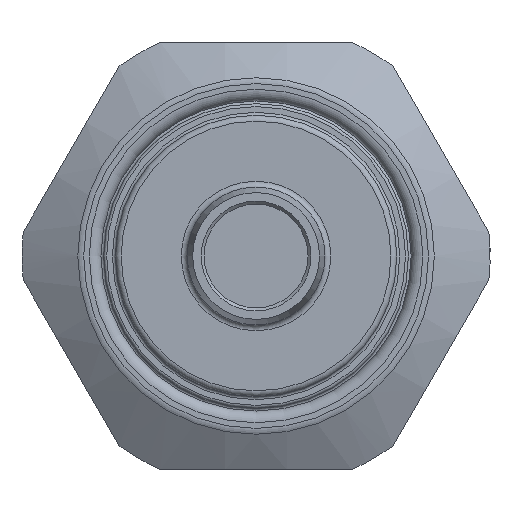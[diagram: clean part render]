
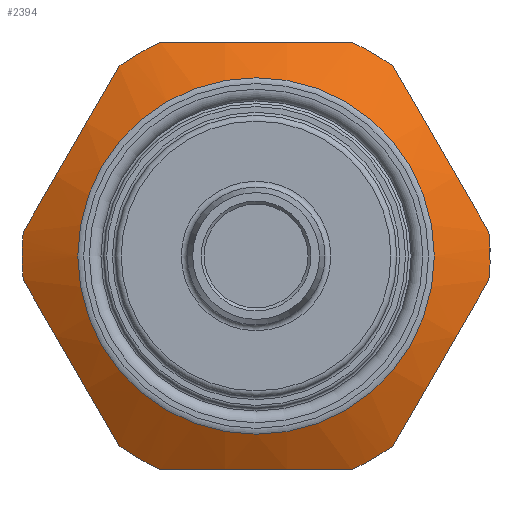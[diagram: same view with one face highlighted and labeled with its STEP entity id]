
A CAD part, front view. The second image highlights one B-rep face of the part: STEP entity #2394.
In plain terms, the highlighted conical face has half-angle 60 degrees and reference radius 17.78 mm.
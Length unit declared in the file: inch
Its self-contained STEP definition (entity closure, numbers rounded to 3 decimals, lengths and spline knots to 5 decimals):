
#68=(
BOUNDED_CURVE()
B_SPLINE_CURVE(2,(#4258,#4259,#4260),.UNSPECIFIED.,.F.,.F.)
B_SPLINE_CURVE_WITH_KNOTS((3,3),(0.,1.67512),.UNSPECIFIED.)
CURVE()
GEOMETRIC_REPRESENTATION_ITEM()
RATIONAL_B_SPLINE_CURVE((1.,1.096,1.))
REPRESENTATION_ITEM('')
);
#69=(
BOUNDED_CURVE()
B_SPLINE_CURVE(2,(#4264,#4265,#4266),.UNSPECIFIED.,.F.,.F.)
B_SPLINE_CURVE_WITH_KNOTS((3,3),(0.,1.67512),.UNSPECIFIED.)
CURVE()
GEOMETRIC_REPRESENTATION_ITEM()
RATIONAL_B_SPLINE_CURVE((1.,1.096,1.))
REPRESENTATION_ITEM('')
);
#70=(
BOUNDED_CURVE()
B_SPLINE_CURVE(2,(#4270,#4271,#4272),.UNSPECIFIED.,.F.,.F.)
B_SPLINE_CURVE_WITH_KNOTS((3,3),(0.,1.67512),.UNSPECIFIED.)
CURVE()
GEOMETRIC_REPRESENTATION_ITEM()
RATIONAL_B_SPLINE_CURVE((1.,1.096,1.))
REPRESENTATION_ITEM('')
);
#71=(
BOUNDED_CURVE()
B_SPLINE_CURVE(2,(#4276,#4277,#4278),.UNSPECIFIED.,.F.,.F.)
B_SPLINE_CURVE_WITH_KNOTS((3,3),(0.,1.67512),.UNSPECIFIED.)
CURVE()
GEOMETRIC_REPRESENTATION_ITEM()
RATIONAL_B_SPLINE_CURVE((1.,1.096,1.))
REPRESENTATION_ITEM('')
);
#72=(
BOUNDED_CURVE()
B_SPLINE_CURVE(2,(#4282,#4283,#4284),.UNSPECIFIED.,.F.,.F.)
B_SPLINE_CURVE_WITH_KNOTS((3,3),(0.,1.67512),.UNSPECIFIED.)
CURVE()
GEOMETRIC_REPRESENTATION_ITEM()
RATIONAL_B_SPLINE_CURVE((1.,1.096,1.))
REPRESENTATION_ITEM('')
);
#73=(
BOUNDED_CURVE()
B_SPLINE_CURVE(2,(#4288,#4289,#4290),.UNSPECIFIED.,.F.,.F.)
B_SPLINE_CURVE_WITH_KNOTS((3,3),(0.,1.67512),.UNSPECIFIED.)
CURVE()
GEOMETRIC_REPRESENTATION_ITEM()
RATIONAL_B_SPLINE_CURVE((1.,1.096,1.))
REPRESENTATION_ITEM('')
);
#230=LINE('',#4254,#312);
#312=VECTOR('',#3509,0.7);
#350=CONICAL_SURFACE('',#2759,0.7,1.047);
#487=FACE_OUTER_BOUND('',#669,.T.);
#669=EDGE_LOOP('',(#1954,#1955,#1956,#1957,#1958,#1959,#1960,#1961,#1962,
#1963,#1964,#1965,#1966,#1967,#1968,#1969));
#873=CIRCLE('',#2756,0.60928);
#875=CIRCLE('',#2760,0.8);
#876=CIRCLE('',#2761,0.8);
#877=CIRCLE('',#2762,0.8);
#878=CIRCLE('',#2763,0.8);
#879=CIRCLE('',#2764,0.8);
#880=CIRCLE('',#2765,0.8);
#881=CIRCLE('',#2766,0.8);
#1060=VERTEX_POINT('',#4246);
#1062=VERTEX_POINT('',#4253);
#1063=VERTEX_POINT('',#4255);
#1064=VERTEX_POINT('',#4257);
#1065=VERTEX_POINT('',#4261);
#1066=VERTEX_POINT('',#4263);
#1067=VERTEX_POINT('',#4267);
#1068=VERTEX_POINT('',#4269);
#1069=VERTEX_POINT('',#4273);
#1070=VERTEX_POINT('',#4275);
#1071=VERTEX_POINT('',#4279);
#1072=VERTEX_POINT('',#4281);
#1073=VERTEX_POINT('',#4285);
#1074=VERTEX_POINT('',#4287);
#1363=EDGE_CURVE('',#1060,#1060,#873,.T.);
#1365=EDGE_CURVE('',#1060,#1062,#230,.T.);
#1366=EDGE_CURVE('',#1063,#1062,#875,.T.);
#1367=EDGE_CURVE('',#1064,#1063,#68,.T.);
#1368=EDGE_CURVE('',#1065,#1064,#876,.T.);
#1369=EDGE_CURVE('',#1066,#1065,#69,.T.);
#1370=EDGE_CURVE('',#1067,#1066,#877,.T.);
#1371=EDGE_CURVE('',#1068,#1067,#70,.T.);
#1372=EDGE_CURVE('',#1069,#1068,#878,.T.);
#1373=EDGE_CURVE('',#1070,#1069,#71,.T.);
#1374=EDGE_CURVE('',#1071,#1070,#879,.T.);
#1375=EDGE_CURVE('',#1072,#1071,#72,.T.);
#1376=EDGE_CURVE('',#1073,#1072,#880,.T.);
#1377=EDGE_CURVE('',#1074,#1073,#73,.T.);
#1378=EDGE_CURVE('',#1062,#1074,#881,.T.);
#1954=ORIENTED_EDGE('',*,*,#1363,.F.);
#1955=ORIENTED_EDGE('',*,*,#1365,.T.);
#1956=ORIENTED_EDGE('',*,*,#1366,.F.);
#1957=ORIENTED_EDGE('',*,*,#1367,.F.);
#1958=ORIENTED_EDGE('',*,*,#1368,.F.);
#1959=ORIENTED_EDGE('',*,*,#1369,.F.);
#1960=ORIENTED_EDGE('',*,*,#1370,.F.);
#1961=ORIENTED_EDGE('',*,*,#1371,.F.);
#1962=ORIENTED_EDGE('',*,*,#1372,.F.);
#1963=ORIENTED_EDGE('',*,*,#1373,.F.);
#1964=ORIENTED_EDGE('',*,*,#1374,.F.);
#1965=ORIENTED_EDGE('',*,*,#1375,.F.);
#1966=ORIENTED_EDGE('',*,*,#1376,.F.);
#1967=ORIENTED_EDGE('',*,*,#1377,.F.);
#1968=ORIENTED_EDGE('',*,*,#1378,.F.);
#1969=ORIENTED_EDGE('',*,*,#1365,.F.);
#2394=ADVANCED_FACE('',(#487),#350,.T.);
#2756=AXIS2_PLACEMENT_3D('',#4248,#3501,#3502);
#2759=AXIS2_PLACEMENT_3D('',#4252,#3507,#3508);
#2760=AXIS2_PLACEMENT_3D('',#4256,#3510,#3511);
#2761=AXIS2_PLACEMENT_3D('',#4262,#3512,#3513);
#2762=AXIS2_PLACEMENT_3D('',#4268,#3514,#3515);
#2763=AXIS2_PLACEMENT_3D('',#4274,#3516,#3517);
#2764=AXIS2_PLACEMENT_3D('',#4280,#3518,#3519);
#2765=AXIS2_PLACEMENT_3D('',#4286,#3520,#3521);
#2766=AXIS2_PLACEMENT_3D('',#4291,#3522,#3523);
#3501=DIRECTION('center_axis',(0.,-1.,0.));
#3502=DIRECTION('ref_axis',(-1.,0.,0.));
#3507=DIRECTION('center_axis',(0.,1.,0.));
#3508=DIRECTION('ref_axis',(1.,0.,0.));
#3509=DIRECTION('',(-0.866,0.5,0.));
#3510=DIRECTION('center_axis',(0.,1.,0.));
#3511=DIRECTION('ref_axis',(-1.,0.,0.));
#3512=DIRECTION('center_axis',(0.,1.,0.));
#3513=DIRECTION('ref_axis',(-1.,0.,0.));
#3514=DIRECTION('center_axis',(0.,1.,0.));
#3515=DIRECTION('ref_axis',(-1.,0.,0.));
#3516=DIRECTION('center_axis',(0.,1.,0.));
#3517=DIRECTION('ref_axis',(-1.,0.,0.));
#3518=DIRECTION('center_axis',(0.,1.,0.));
#3519=DIRECTION('ref_axis',(-1.,0.,0.));
#3520=DIRECTION('center_axis',(0.,1.,0.));
#3521=DIRECTION('ref_axis',(-1.,0.,0.));
#3522=DIRECTION('center_axis',(0.,1.,0.));
#3523=DIRECTION('ref_axis',(-1.,0.,0.));
#4246=CARTESIAN_POINT('',(-0.60928,-0.29964,0.));
#4248=CARTESIAN_POINT('Origin',(0.,-0.29964,
0.));
#4252=CARTESIAN_POINT('Origin',(0.,-0.24726,
0.));
#4253=CARTESIAN_POINT('',(-0.8,-0.18953,0.));
#4254=CARTESIAN_POINT('',(-0.7,-0.24726,0.));
#4255=CARTESIAN_POINT('',(-0.79583,-0.18953,-0.08158));
#4256=CARTESIAN_POINT('Origin',(0.,-0.18953,0.));
#4257=CARTESIAN_POINT('',(-0.46857,-0.18953,-0.64842));
#4258=CARTESIAN_POINT('Ctrl Pts',(-0.46857,-0.18953,
-0.64842));
#4259=CARTESIAN_POINT('Ctrl Pts',(-0.6322,-0.26682,
-0.365));
#4260=CARTESIAN_POINT('Ctrl Pts',(-0.79583,-0.18953,
-0.08158));
#4261=CARTESIAN_POINT('',(-0.32726,-0.18953,-0.73));
#4262=CARTESIAN_POINT('Origin',(0.,-0.18953,0.));
#4263=CARTESIAN_POINT('',(0.32726,-0.18953,-0.73));
#4264=CARTESIAN_POINT('Ctrl Pts',(0.32726,-0.18953,
-0.73));
#4265=CARTESIAN_POINT('Ctrl Pts',(0.,-0.26682,
-0.73));
#4266=CARTESIAN_POINT('Ctrl Pts',(-0.32726,-0.18953,
-0.73));
#4267=CARTESIAN_POINT('',(0.46857,-0.18953,-0.64842));
#4268=CARTESIAN_POINT('Origin',(0.,-0.18953,0.));
#4269=CARTESIAN_POINT('',(0.79583,-0.18953,-0.08158));
#4270=CARTESIAN_POINT('Ctrl Pts',(0.79583,-0.18953,
-0.08158));
#4271=CARTESIAN_POINT('Ctrl Pts',(0.6322,-0.26682,-0.365));
#4272=CARTESIAN_POINT('Ctrl Pts',(0.46857,-0.18953,
-0.64842));
#4273=CARTESIAN_POINT('',(0.79583,-0.18953,0.08158));
#4274=CARTESIAN_POINT('Origin',(0.,-0.18953,0.));
#4275=CARTESIAN_POINT('',(0.46857,-0.18953,0.64842));
#4276=CARTESIAN_POINT('Ctrl Pts',(0.46857,-0.18953,
0.64842));
#4277=CARTESIAN_POINT('Ctrl Pts',(0.6322,-0.26682,0.365));
#4278=CARTESIAN_POINT('Ctrl Pts',(0.79583,-0.18953,
0.08158));
#4279=CARTESIAN_POINT('',(0.32726,-0.18953,0.73));
#4280=CARTESIAN_POINT('Origin',(0.,-0.18953,0.));
#4281=CARTESIAN_POINT('',(-0.32726,-0.18953,0.73));
#4282=CARTESIAN_POINT('Ctrl Pts',(-0.32726,-0.18953,
0.73));
#4283=CARTESIAN_POINT('Ctrl Pts',(0.,-0.26682,
0.73));
#4284=CARTESIAN_POINT('Ctrl Pts',(0.32726,-0.18953,
0.73));
#4285=CARTESIAN_POINT('',(-0.46857,-0.18953,0.64842));
#4286=CARTESIAN_POINT('Origin',(0.,-0.18953,0.));
#4287=CARTESIAN_POINT('',(-0.79583,-0.18953,0.08158));
#4288=CARTESIAN_POINT('Ctrl Pts',(-0.79583,-0.18953,
0.08158));
#4289=CARTESIAN_POINT('Ctrl Pts',(-0.6322,-0.26682,
0.365));
#4290=CARTESIAN_POINT('Ctrl Pts',(-0.46857,-0.18953,
0.64842));
#4291=CARTESIAN_POINT('Origin',(0.,-0.18953,0.));
